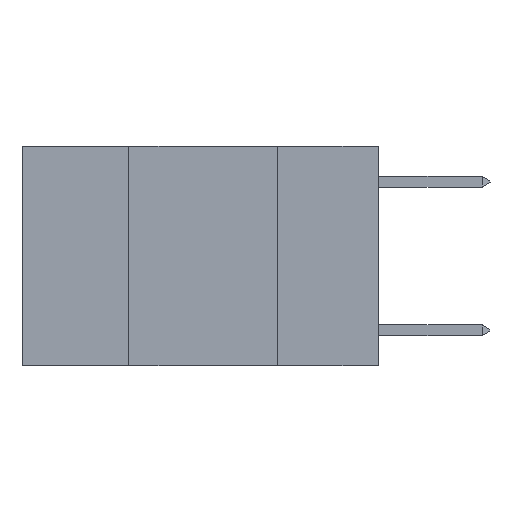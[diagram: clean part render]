
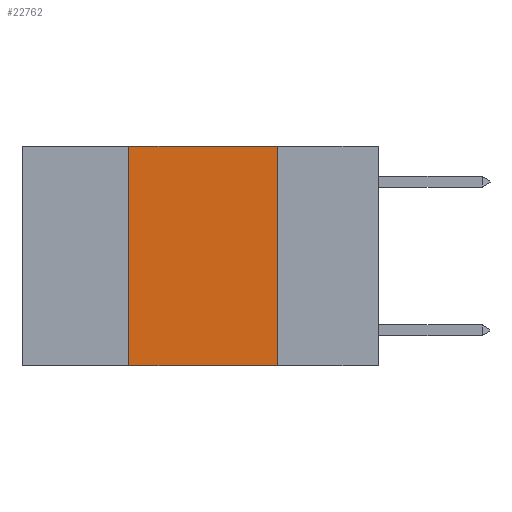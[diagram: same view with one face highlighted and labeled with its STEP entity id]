
A CAD part, left-side view. The second image highlights one B-rep face of the part: STEP entity #22762.
In plain terms, the highlighted planar face has unit normal (-1, 0, 0).
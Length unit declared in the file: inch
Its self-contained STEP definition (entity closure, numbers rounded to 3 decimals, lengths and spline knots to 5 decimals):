
#1412 = DIRECTION ( 'NONE',  ( 0., 0., -1. ) ) ;
#1863 = VECTOR ( 'NONE', #5079, 39.37008 ) ;
#2599 = DIRECTION ( 'NONE',  ( 0., 0., -1. ) ) ;
#2803 = CARTESIAN_POINT ( 'NONE',  ( 0., 0.17, -0.37 ) ) ;
#2990 = LINE ( 'NONE', #15433, #18535 ) ;
#3003 = VECTOR ( 'NONE', #2599, 39.37008 ) ;
#3082 = DIRECTION ( 'NONE',  ( 0., 0., 1. ) ) ;
#4861 = ORIENTED_EDGE ( 'NONE', *, *, #9688, .F. ) ;
#5079 = DIRECTION ( 'NONE',  ( 0., -1., 0. ) ) ;
#5117 = ORIENTED_EDGE ( 'NONE', *, *, #19905, .F. ) ;
#5921 = VECTOR ( 'NONE', #3082, 39.37008 ) ;
#7187 = LINE ( 'NONE', #15695, #1863 ) ;
#7982 = CARTESIAN_POINT ( 'NONE',  ( 0., 0.6, 0. ) ) ;
#8388 = LINE ( 'NONE', #10479, #3003 ) ;
#8573 = CARTESIAN_POINT ( 'NONE',  ( 0., 0.17, 0. ) ) ;
#9688 = EDGE_CURVE ( 'NONE', #22471, #21260, #8388, .T. ) ;
#10479 = CARTESIAN_POINT ( 'NONE',  ( 0., 0.17, 0. ) ) ;
#13619 = EDGE_LOOP ( 'NONE', ( #4861, #26416, #5117, #15893 ) ) ;
#14406 = CARTESIAN_POINT ( 'NONE',  ( 0., 0.42, 0. ) ) ;
#15433 = CARTESIAN_POINT ( 'NONE',  ( 0., 0.6, 0. ) ) ;
#15695 = CARTESIAN_POINT ( 'NONE',  ( 0., 0.6, -0.37 ) ) ;
#15893 = ORIENTED_EDGE ( 'NONE', *, *, #19539, .T. ) ;
#15933 = EDGE_CURVE ( 'NONE', #19540, #22471, #2990, .T. ) ;
#17750 = CARTESIAN_POINT ( 'NONE',  ( 0., 0.42, 0. ) ) ;
#18535 = VECTOR ( 'NONE', #21987, 39.37008 ) ;
#18592 = PLANE ( 'NONE',  #26915 ) ;
#19520 = CARTESIAN_POINT ( 'NONE',  ( 0., 0.42, -0.37 ) ) ;
#19539 = EDGE_CURVE ( 'NONE', #20209, #21260, #7187, .T. ) ;
#19540 = VERTEX_POINT ( 'NONE', #14406 ) ;
#19905 = EDGE_CURVE ( 'NONE', #20209, #19540, #22217, .T. ) ;
#20209 = VERTEX_POINT ( 'NONE', #19520 ) ;
#20411 = DIRECTION ( 'NONE',  ( 1., 0., 0. ) ) ;
#21260 = VERTEX_POINT ( 'NONE', #2803 ) ;
#21987 = DIRECTION ( 'NONE',  ( 0., -1., 0. ) ) ;
#22217 = LINE ( 'NONE', #17750, #5921 ) ;
#22471 = VERTEX_POINT ( 'NONE', #8573 ) ;
#22762 = ADVANCED_FACE ( 'NONE', ( #25014 ), #18592, .F. ) ;
#25014 = FACE_OUTER_BOUND ( 'NONE', #13619, .T. ) ;
#26416 = ORIENTED_EDGE ( 'NONE', *, *, #15933, .F. ) ;
#26915 = AXIS2_PLACEMENT_3D ( 'NONE', #7982, #20411, #1412 ) ;
